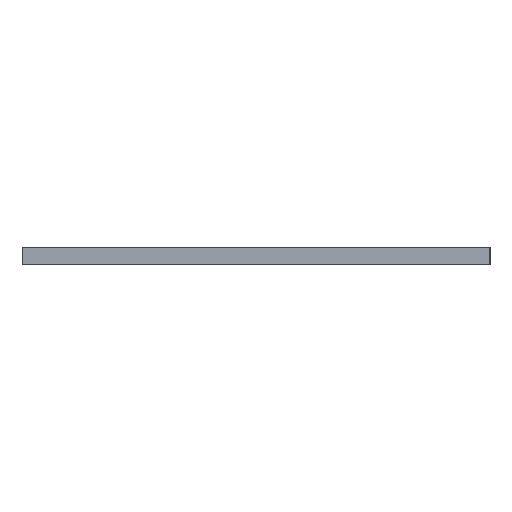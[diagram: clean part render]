
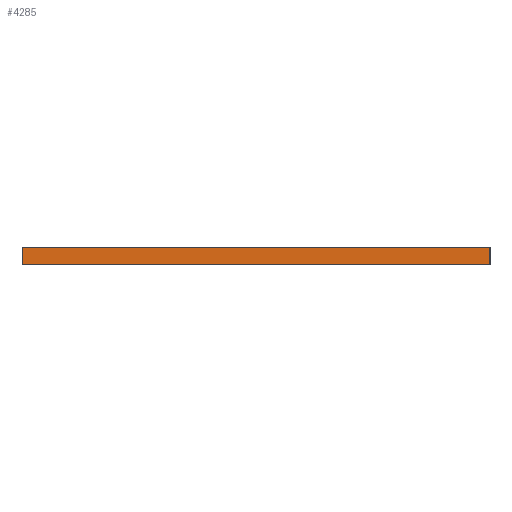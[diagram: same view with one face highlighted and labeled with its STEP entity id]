
A CAD part, left-side view. The second image highlights one B-rep face of the part: STEP entity #4285.
In plain terms, the highlighted planar face has unit normal (-1, 0, 0).
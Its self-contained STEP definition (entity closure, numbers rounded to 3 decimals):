
#25 = VECTOR ( 'NONE', #177, 1000. ) ;
#119 = EDGE_CURVE ( 'NONE', #3337, #3458, #2204, .T. ) ;
#149 = DIRECTION ( 'NONE',  ( 0., 1., 0. ) ) ;
#177 = DIRECTION ( 'NONE',  ( 0., -1., 0. ) ) ;
#498 = DIRECTION ( 'NONE',  ( 1., 0., 0. ) ) ;
#666 = EDGE_LOOP ( 'NONE', ( #2378, #3750, #3969, #4220 ) ) ;
#945 = LINE ( 'NONE', #3460, #4010 ) ;
#1104 = EDGE_CURVE ( 'NONE', #3458, #1619, #1207, .T. ) ;
#1203 = CARTESIAN_POINT ( 'NONE',  ( -115., 40., 3. ) ) ;
#1207 = LINE ( 'NONE', #3353, #4478 ) ;
#1242 = CARTESIAN_POINT ( 'NONE',  ( -115., 40., 3. ) ) ;
#1537 = DIRECTION ( 'NONE',  ( 0., -1., 0. ) ) ;
#1619 = VERTEX_POINT ( 'NONE', #3865 ) ;
#1778 = EDGE_CURVE ( 'NONE', #2400, #1619, #945, .T. ) ;
#1932 = CARTESIAN_POINT ( 'NONE',  ( -115., -40., 3. ) ) ;
#2204 = LINE ( 'NONE', #3735, #25 ) ;
#2354 = DIRECTION ( 'NONE',  ( 0., 0., -1. ) ) ;
#2364 = DIRECTION ( 'NONE',  ( 0., 0., -1. ) ) ;
#2378 = ORIENTED_EDGE ( 'NONE', *, *, #1778, .T. ) ;
#2400 = VERTEX_POINT ( 'NONE', #3213 ) ;
#2790 = EDGE_CURVE ( 'NONE', #3337, #2400, #3033, .T. ) ;
#3033 = LINE ( 'NONE', #1242, #3562 ) ;
#3213 = CARTESIAN_POINT ( 'NONE',  ( -115., 40., 0. ) ) ;
#3317 = PLANE ( 'NONE',  #3960 ) ;
#3337 = VERTEX_POINT ( 'NONE', #1203 ) ;
#3353 = CARTESIAN_POINT ( 'NONE',  ( -115., -40., 3. ) ) ;
#3458 = VERTEX_POINT ( 'NONE', #1932 ) ;
#3460 = CARTESIAN_POINT ( 'NONE',  ( -115., 40., 0. ) ) ;
#3562 = VECTOR ( 'NONE', #2364, 1000. ) ;
#3735 = CARTESIAN_POINT ( 'NONE',  ( -115., 40., 3. ) ) ;
#3750 = ORIENTED_EDGE ( 'NONE', *, *, #1104, .F. ) ;
#3865 = CARTESIAN_POINT ( 'NONE',  ( -115., -40., 0. ) ) ;
#3960 = AXIS2_PLACEMENT_3D ( 'NONE', #4035, #498, #149 ) ;
#3969 = ORIENTED_EDGE ( 'NONE', *, *, #119, .F. ) ;
#4010 = VECTOR ( 'NONE', #1537, 1000. ) ;
#4035 = CARTESIAN_POINT ( 'NONE',  ( -115., 40., 3. ) ) ;
#4220 = ORIENTED_EDGE ( 'NONE', *, *, #2790, .T. ) ;
#4285 = ADVANCED_FACE ( 'NONE', ( #4382 ), #3317, .F. ) ;
#4382 = FACE_OUTER_BOUND ( 'NONE', #666, .T. ) ;
#4478 = VECTOR ( 'NONE', #2354, 1000. ) ;
